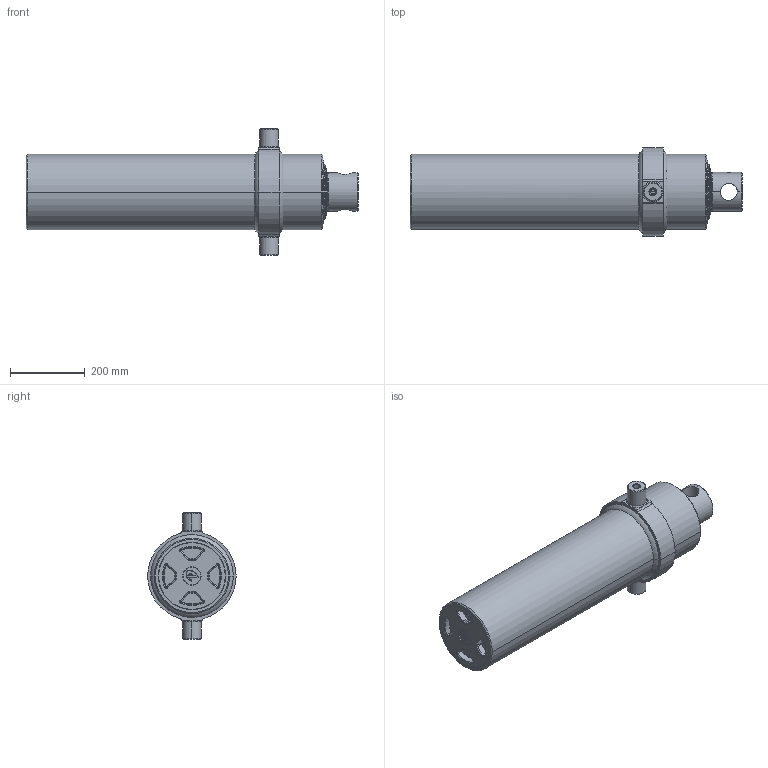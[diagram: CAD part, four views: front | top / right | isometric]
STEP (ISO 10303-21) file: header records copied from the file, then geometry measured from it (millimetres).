
FILE_DESCRIPTION (( 'STEP AP203' ), '1' );
FILE_NAME ('429.I.STEP', '2014-10-16T08:05:51', ( '' ), ( '' ), 'SwSTEP 2.0', 'SolidWorks 2013', '' );
FILE_SCHEMA (( 'CONFIG_CONTROL_DESIGN' ));
Length unit declared in the file: millimetre
Products named in the file (1): 429.I
Bounding box: 887 x 235.56 x 338 mm (x, y, z)
Surface area: 1962276.4 mm2 (no closed solid volume)
Topology: 0 solids, 17 shells, 260 faces, 682 edges, 437 vertices
Faces by surface type: cylinder 75, torus 75, cone 64, plane 38, bspline 8
Entity records: 9810 total; most frequent: CARTESIAN_POINT 3249, DIRECTION 1522, ORIENTED_EDGE 1213, EDGE_CURVE 682, AXIS2_PLACEMENT_3D 653, VERTEX_POINT 437, CIRCLE 400, EDGE_LOOP 279
